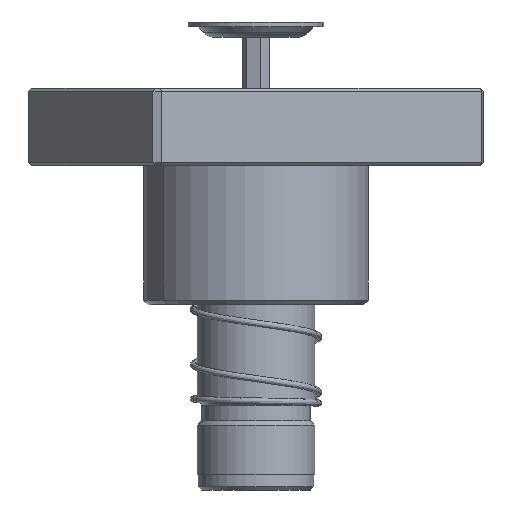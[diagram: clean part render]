
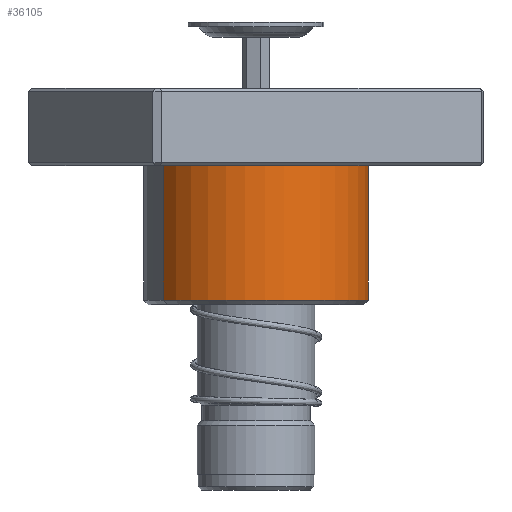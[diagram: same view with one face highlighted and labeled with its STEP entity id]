
A CAD part, front view. The second image highlights one B-rep face of the part: STEP entity #36105.
In plain terms, the highlighted cylindrical face has radius 36.5 mm (diameter 73 mm), a partial arc.
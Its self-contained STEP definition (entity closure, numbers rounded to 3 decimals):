
#308 = EDGE_LOOP ( 'NONE', ( #30700, #31583, #16848, #5248, #27865 ) ) ;
#1166 = CARTESIAN_POINT ( 'NONE',  ( 36.5, 0., 70. ) ) ;
#2421 = VERTEX_POINT ( 'NONE', #5868 ) ;
#2815 = CIRCLE ( 'NONE', #22863, 36.5 ) ;
#4991 = VECTOR ( 'NONE', #15576, 1000. ) ;
#5248 = ORIENTED_EDGE ( 'NONE', *, *, #30608, .T. ) ;
#5868 = CARTESIAN_POINT ( 'NONE',  ( -36.5, 0., 68.5 ) ) ;
#6198 = CARTESIAN_POINT ( 'NONE',  ( 36.5, 0., 68.5 ) ) ;
#6782 = LINE ( 'NONE', #1166, #4991 ) ;
#7176 = FACE_OUTER_BOUND ( 'NONE', #308, .T. ) ;
#7317 = DIRECTION ( 'NONE',  ( 1., 0., 0. ) ) ;
#7468 = EDGE_CURVE ( 'NONE', #36113, #36131, #6782, .T. ) ;
#9616 = CARTESIAN_POINT ( 'NONE',  ( -36.5, 0., 25. ) ) ;
#10186 = DIRECTION ( 'NONE',  ( 0., 0., 1. ) ) ;
#10612 = EDGE_CURVE ( 'NONE', #2421, #27224, #24060, .T. ) ;
#11971 = CARTESIAN_POINT ( 'NONE',  ( 36.5, 0., 25. ) ) ;
#12211 = CARTESIAN_POINT ( 'NONE',  ( -36.5, 0., 70. ) ) ;
#14637 = VECTOR ( 'NONE', #20459, 1000. ) ;
#15576 = DIRECTION ( 'NONE',  ( 0., 0., -1. ) ) ;
#15690 = DIRECTION ( 'NONE',  ( 1., 0., 0. ) ) ;
#16848 = ORIENTED_EDGE ( 'NONE', *, *, #10612, .T. ) ;
#17249 = DIRECTION ( 'NONE',  ( 1., 0., 0. ) ) ;
#20459 = DIRECTION ( 'NONE',  ( 0., 0., -1. ) ) ;
#20522 = VERTEX_POINT ( 'NONE', #35386 ) ;
#20591 = DIRECTION ( 'NONE',  ( 0., 0., -1. ) ) ;
#20671 = AXIS2_PLACEMENT_3D ( 'NONE', #25490, #31451, #17249 ) ;
#20717 = DIRECTION ( 'NONE',  ( -1., 0., 0. ) ) ;
#21033 = CYLINDRICAL_SURFACE ( 'NONE', #32248, 36.5 ) ;
#21389 = AXIS2_PLACEMENT_3D ( 'NONE', #35955, #27437, #7317 ) ;
#22378 = EDGE_CURVE ( 'NONE', #36113, #2421, #29755, .T. ) ;
#22728 = CARTESIAN_POINT ( 'NONE',  ( 0., 0., 70. ) ) ;
#22863 = AXIS2_PLACEMENT_3D ( 'NONE', #35443, #10186, #15690 ) ;
#24060 = LINE ( 'NONE', #12211, #14637 ) ;
#25490 = CARTESIAN_POINT ( 'NONE',  ( 0., 0., 25. ) ) ;
#27224 = VERTEX_POINT ( 'NONE', #9616 ) ;
#27437 = DIRECTION ( 'NONE',  ( 0., 0., -1. ) ) ;
#27865 = ORIENTED_EDGE ( 'NONE', *, *, #31211, .T. ) ;
#29755 = CIRCLE ( 'NONE', #21389, 36.5 ) ;
#30608 = EDGE_CURVE ( 'NONE', #27224, #20522, #32439, .T. ) ;
#30700 = ORIENTED_EDGE ( 'NONE', *, *, #7468, .F. ) ;
#31211 = EDGE_CURVE ( 'NONE', #20522, #36131, #2815, .T. ) ;
#31451 = DIRECTION ( 'NONE',  ( 0., 0., 1. ) ) ;
#31583 = ORIENTED_EDGE ( 'NONE', *, *, #22378, .T. ) ;
#32248 = AXIS2_PLACEMENT_3D ( 'NONE', #22728, #20591, #20717 ) ;
#32439 = CIRCLE ( 'NONE', #20671, 36.5 ) ;
#35386 = CARTESIAN_POINT ( 'NONE',  ( 0., -36.5, 25. ) ) ;
#35443 = CARTESIAN_POINT ( 'NONE',  ( 0., 0., 25. ) ) ;
#35955 = CARTESIAN_POINT ( 'NONE',  ( 0., 0., 68.5 ) ) ;
#36105 = ADVANCED_FACE ( 'NONE', ( #7176 ), #21033, .T. ) ;
#36113 = VERTEX_POINT ( 'NONE', #6198 ) ;
#36131 = VERTEX_POINT ( 'NONE', #11971 ) ;
